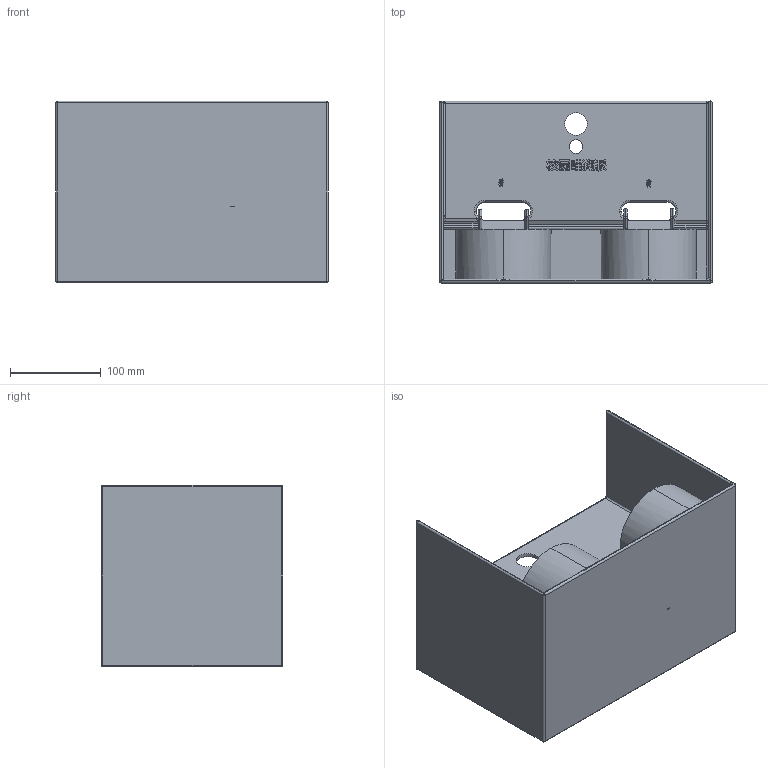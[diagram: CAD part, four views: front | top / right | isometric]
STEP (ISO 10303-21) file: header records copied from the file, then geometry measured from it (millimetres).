
FILE_DESCRIPTION (( 'STEP AP203' ), '1' );
FILE_NAME ('唾昜庣妘蚾离.STEP', '2023-07-13T11:13:28', ( '' ), ( '' ), 'SwSTEP 2.0', 'SolidWorks 2023', '' );
FILE_SCHEMA (( 'CONFIG_CONTROL_DESIGN' ));
Length unit declared in the file: millimetre
Products named in the file (1): 宠物喂食装置
Bounding box: 300 x 200 x 200 mm (x, y, z)
Volume: 1957148.4 mm3; surface area: 544591.9 mm2
Topology: 1 solids, 2 shells, 950 faces, 2645 edges, 1699 vertices
Faces by surface type: plane 543, bspline 250, cylinder 118, sphere 21, torus 18
Entity records: 39241 total; most frequent: CARTESIAN_POINT 16668, ORIENTED_EDGE 5242, DIRECTION 3678, EDGE_CURVE 2621, VECTOR 1814, LINE 1814, VERTEX_POINT 1698, EDGE_LOOP 1021
